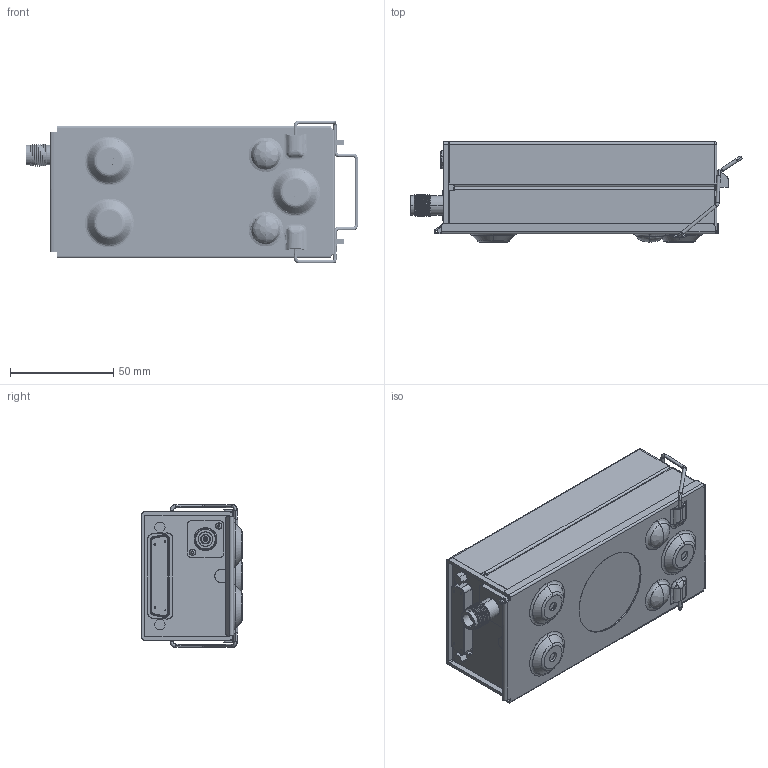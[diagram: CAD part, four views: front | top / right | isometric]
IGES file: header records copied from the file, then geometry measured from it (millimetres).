
Start section: SolidWorks IGES file using analytic representation for surfaces
Global section: file name: SV-XPNDR-261&262_solid_model.IGS; native system: SolidWorks 2017; preprocessor: SolidWorks 2017; author: dweber; date: 180222.174229; units: inch
Bounding box: 160.57 x 48.63 x 69.13 mm (x, y, z)
Surface area: 97561.8 mm2 (no closed solid volume)
Topology: 0 solids, 0 shells, 3678 faces, 40179 edges, 40160 vertices
Faces by surface type: bspline 3420, revolution 258
